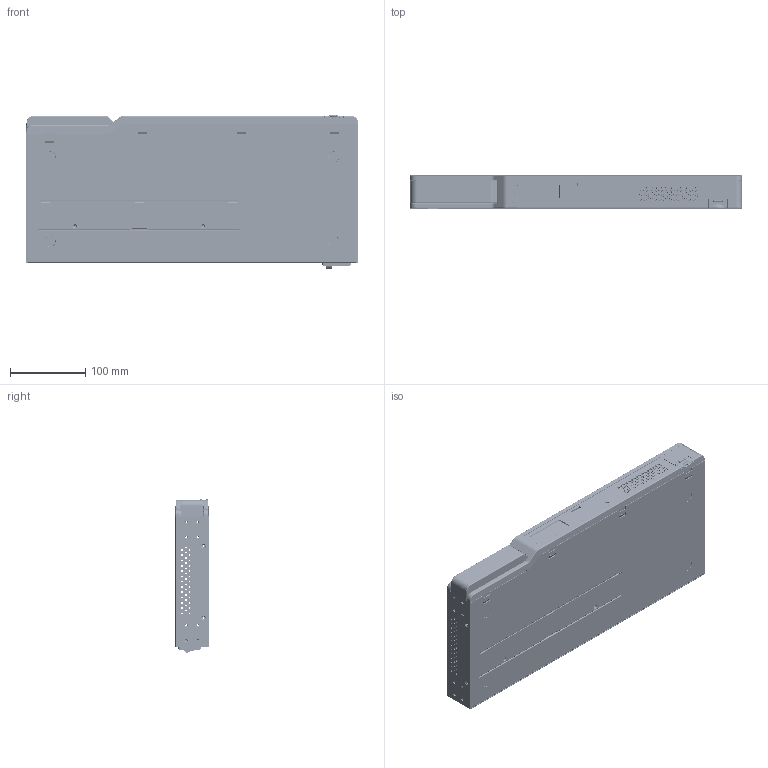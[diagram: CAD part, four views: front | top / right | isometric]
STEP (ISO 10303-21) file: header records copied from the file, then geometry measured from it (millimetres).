
FILE_DESCRIPTION((''),'2;1');
FILE_NAME('NPORT6650-32-SAT','2013-12-24T',('Sam_Liu'),(''),'PRO/ENGINEER BY PARAMETRIC TECHNOLOGY CORPORATION, 2013230','PRO/ENGINEER BY PARAMETRIC TECHNOLOGY CORPORATION, 2013230','');
FILE_SCHEMA(('CONFIG_CONTROL_DESIGN'));
Products named in the file (1): NPORT6650-32-SAT
Bounding box: 440 x 44 x 205 mm (x, y, z)
Volume: 527378.9 mm3; surface area: 759396.5 mm2
Topology: 4 solids, 28 shells, 12021 faces, 30967 edges, 20267 vertices
Faces by surface type: plane 8678, cylinder 2716, cone 245, sphere 202, torus 103, bspline 54, extrusion 23
Entity records: 367548 total; most frequent: CARTESIAN_POINT 68484, ORIENTED_EDGE 61530, DIRECTION 60503, EDGE_CURVE 30765, VECTOR 23801, LINE 23778, VERTEX_POINT 20267, AXIS2_PLACEMENT_3D 18351
